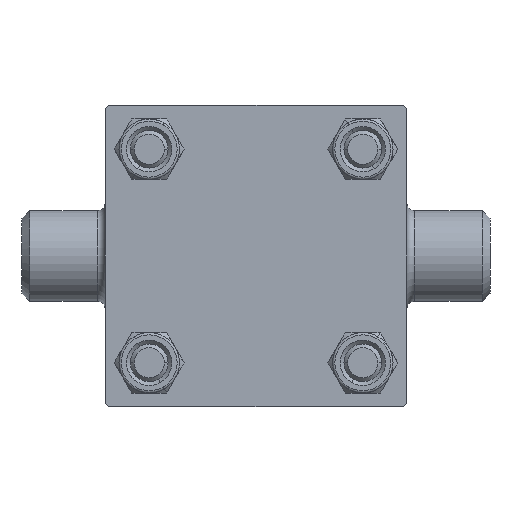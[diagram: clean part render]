
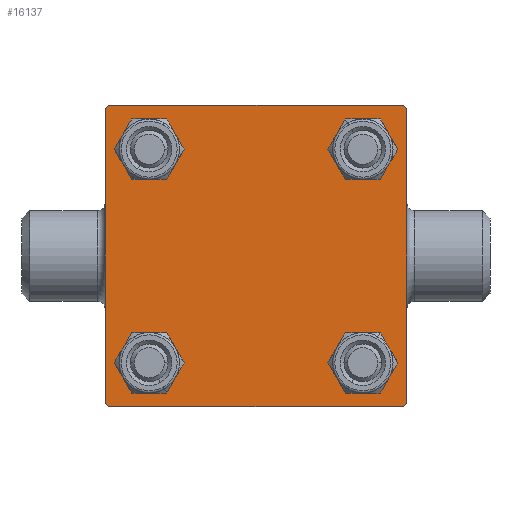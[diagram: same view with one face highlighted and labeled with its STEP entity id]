
A CAD part, left-side view. The second image highlights one B-rep face of the part: STEP entity #16137.
In plain terms, the highlighted planar face has unit normal (-1, 0, 0).
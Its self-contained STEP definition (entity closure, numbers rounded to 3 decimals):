
#167 = DIRECTION ( 'NONE',  ( 0., 0., 1. ) ) ;
#171 = EDGE_LOOP ( 'NONE', ( #26953, #46910, #18970, #16348, #32626, #30647, #17211, #35168 ) ) ;
#265 = EDGE_CURVE ( 'NONE', #19264, #44309, #12640, .T. ) ;
#1412 = CARTESIAN_POINT ( 'NONE',  ( 0., -14.15, 17.15 ) ) ;
#2450 = LINE ( 'NONE', #38559, #24983 ) ;
#2778 = ORIENTED_EDGE ( 'NONE', *, *, #23766, .T. ) ;
#3111 = DIRECTION ( 'NONE',  ( 0., 0.707, 0.707 ) ) ;
#3190 = VERTEX_POINT ( 'NONE', #36953 ) ;
#3250 = CARTESIAN_POINT ( 'NONE',  ( 0., -20., 20. ) ) ;
#4202 = CIRCLE ( 'NONE', #41465, 3. ) ;
#4285 = CARTESIAN_POINT ( 'NONE',  ( 0., 20., 20. ) ) ;
#4312 = VERTEX_POINT ( 'NONE', #23716 ) ;
#4670 = CARTESIAN_POINT ( 'NONE',  ( 0., 14.15, -14.15 ) ) ;
#4840 = DIRECTION ( 'NONE',  ( 1., 0., 0. ) ) ;
#4954 = CIRCLE ( 'NONE', #8851, 3. ) ;
#5025 = CARTESIAN_POINT ( 'NONE',  ( 0., -14.15, 14.15 ) ) ;
#5584 = EDGE_LOOP ( 'NONE', ( #8444, #10060 ) ) ;
#5760 = FACE_BOUND ( 'NONE', #5584, .T. ) ;
#6106 = CARTESIAN_POINT ( 'NONE',  ( 0., -14.15, 11.15 ) ) ;
#6566 = CIRCLE ( 'NONE', #33099, 3. ) ;
#6619 = DIRECTION ( 'NONE',  ( 0., 0.707, -0.707 ) ) ;
#6706 = FACE_BOUND ( 'NONE', #29757, .T. ) ;
#6987 = DIRECTION ( 'NONE',  ( 0., -1., 0. ) ) ;
#7865 = DIRECTION ( 'NONE',  ( 1., 0., 0. ) ) ;
#7910 = CARTESIAN_POINT ( 'NONE',  ( 0., 20., -20. ) ) ;
#8077 = VECTOR ( 'NONE', #24193, 1000. ) ;
#8120 = CARTESIAN_POINT ( 'NONE',  ( 0., 19.5, -20. ) ) ;
#8168 = EDGE_CURVE ( 'NONE', #45756, #43593, #8962, .T. ) ;
#8444 = ORIENTED_EDGE ( 'NONE', *, *, #25158, .T. ) ;
#8594 = CARTESIAN_POINT ( 'NONE',  ( 0., 19.5, 20. ) ) ;
#8851 = AXIS2_PLACEMENT_3D ( 'NONE', #41161, #4840, #16239 ) ;
#8962 = CIRCLE ( 'NONE', #16572, 3. ) ;
#9132 = VERTEX_POINT ( 'NONE', #15804 ) ;
#9181 = DIRECTION ( 'NONE',  ( 0., 0., 1. ) ) ;
#9546 = FACE_OUTER_BOUND ( 'NONE', #171, .T. ) ;
#9577 = CARTESIAN_POINT ( 'NONE',  ( 0., 20., 19.5 ) ) ;
#9710 = CARTESIAN_POINT ( 'NONE',  ( 0., -14.15, -14.15 ) ) ;
#9886 = CARTESIAN_POINT ( 'NONE',  ( 0., 14.15, 14.15 ) ) ;
#10060 = ORIENTED_EDGE ( 'NONE', *, *, #265, .T. ) ;
#10223 = CARTESIAN_POINT ( 'NONE',  ( 0., -19.75, 19.75 ) ) ;
#10644 = EDGE_CURVE ( 'NONE', #34991, #42633, #2450, .T. ) ;
#10788 = CARTESIAN_POINT ( 'NONE',  ( 0., 20., -19.5 ) ) ;
#11475 = LINE ( 'NONE', #7910, #39062 ) ;
#11868 = AXIS2_PLACEMENT_3D ( 'NONE', #44072, #14419, #40502 ) ;
#12138 = CARTESIAN_POINT ( 'NONE',  ( 0., -14.15, -14.15 ) ) ;
#12154 = DIRECTION ( 'NONE',  ( 0., 0., 1. ) ) ;
#12640 = CIRCLE ( 'NONE', #42239, 3. ) ;
#12895 = FACE_BOUND ( 'NONE', #36916, .T. ) ;
#13324 = DIRECTION ( 'NONE',  ( 0., 0., 1. ) ) ;
#13504 = CARTESIAN_POINT ( 'NONE',  ( 0., 19.75, 19.75 ) ) ;
#14419 = DIRECTION ( 'NONE',  ( 1., 0., 0. ) ) ;
#15021 = VERTEX_POINT ( 'NONE', #25888 ) ;
#15229 = LINE ( 'NONE', #4285, #31473 ) ;
#15610 = EDGE_CURVE ( 'NONE', #26056, #23436, #43128, .T. ) ;
#15804 = CARTESIAN_POINT ( 'NONE',  ( 0., -19.5, 20. ) ) ;
#16137 = ADVANCED_FACE ( 'NONE', ( #5760, #6706, #45401, #12895, #9546 ), #31170, .T. ) ;
#16239 = DIRECTION ( 'NONE',  ( 0., 0., 1. ) ) ;
#16348 = ORIENTED_EDGE ( 'NONE', *, *, #10644, .T. ) ;
#16572 = AXIS2_PLACEMENT_3D ( 'NONE', #9886, #39087, #9181 ) ;
#17211 = ORIENTED_EDGE ( 'NONE', *, *, #20867, .F. ) ;
#17719 = VECTOR ( 'NONE', #36001, 1000. ) ;
#17772 = CARTESIAN_POINT ( 'NONE',  ( 0., 14.15, 11.15 ) ) ;
#17819 = AXIS2_PLACEMENT_3D ( 'NONE', #9710, #42492, #31319 ) ;
#18628 = EDGE_CURVE ( 'NONE', #15021, #9132, #28753, .T. ) ;
#18970 = ORIENTED_EDGE ( 'NONE', *, *, #20645, .T. ) ;
#19049 = EDGE_CURVE ( 'NONE', #4312, #44548, #26155, .T. ) ;
#19254 = DIRECTION ( 'NONE',  ( 0., -1., 0. ) ) ;
#19264 = VERTEX_POINT ( 'NONE', #6106 ) ;
#19326 = VERTEX_POINT ( 'NONE', #8594 ) ;
#20529 = VECTOR ( 'NONE', #6619, 1000. ) ;
#20645 = EDGE_CURVE ( 'NONE', #26272, #34991, #11475, .T. ) ;
#20867 = EDGE_CURVE ( 'NONE', #19326, #9132, #15229, .T. ) ;
#21948 = CARTESIAN_POINT ( 'NONE',  ( 0., 14.15, 17.15 ) ) ;
#23436 = VERTEX_POINT ( 'NONE', #10788 ) ;
#23651 = EDGE_CURVE ( 'NONE', #15021, #42633, #32226, .T. ) ;
#23716 = CARTESIAN_POINT ( 'NONE',  ( 0., -14.15, -17.15 ) ) ;
#23766 = EDGE_CURVE ( 'NONE', #43593, #45756, #27829, .T. ) ;
#24193 = DIRECTION ( 'NONE',  ( 0., 0., -1. ) ) ;
#24624 = EDGE_CURVE ( 'NONE', #39449, #3190, #6566, .T. ) ;
#24983 = VECTOR ( 'NONE', #45660, 1000. ) ;
#25158 = EDGE_CURVE ( 'NONE', #44309, #19264, #4954, .T. ) ;
#25475 = EDGE_CURVE ( 'NONE', #3190, #39449, #4202, .T. ) ;
#25888 = CARTESIAN_POINT ( 'NONE',  ( 0., -20., 19.5 ) ) ;
#26056 = VERTEX_POINT ( 'NONE', #9577 ) ;
#26155 = CIRCLE ( 'NONE', #17819, 3. ) ;
#26202 = ORIENTED_EDGE ( 'NONE', *, *, #24624, .T. ) ;
#26272 = VERTEX_POINT ( 'NONE', #8120 ) ;
#26633 = DIRECTION ( 'NONE',  ( 0., 0., 1. ) ) ;
#26953 = ORIENTED_EDGE ( 'NONE', *, *, #15610, .T. ) ;
#27829 = CIRCLE ( 'NONE', #11868, 3. ) ;
#28753 = LINE ( 'NONE', #10223, #38998 ) ;
#29501 = DIRECTION ( 'NONE',  ( 0., -0.707, -0.707 ) ) ;
#29757 = EDGE_LOOP ( 'NONE', ( #33787, #31693 ) ) ;
#30647 = ORIENTED_EDGE ( 'NONE', *, *, #18628, .T. ) ;
#30660 = DIRECTION ( 'NONE',  ( 1., 0., 0. ) ) ;
#31170 = PLANE ( 'NONE',  #33609 ) ;
#31319 = DIRECTION ( 'NONE',  ( 0., 0., 1. ) ) ;
#31473 = VECTOR ( 'NONE', #19254, 1000. ) ;
#31693 = ORIENTED_EDGE ( 'NONE', *, *, #19049, .T. ) ;
#31832 = ORIENTED_EDGE ( 'NONE', *, *, #25475, .T. ) ;
#32067 = CARTESIAN_POINT ( 'NONE',  ( 0., 14.15, -11.15 ) ) ;
#32226 = LINE ( 'NONE', #3250, #8077 ) ;
#32626 = ORIENTED_EDGE ( 'NONE', *, *, #23651, .F. ) ;
#32655 = VECTOR ( 'NONE', #29501, 1000. ) ;
#33059 = CARTESIAN_POINT ( 'NONE',  ( 0., 19.75, -19.75 ) ) ;
#33099 = AXIS2_PLACEMENT_3D ( 'NONE', #4670, #33639, #167 ) ;
#33609 = AXIS2_PLACEMENT_3D ( 'NONE', #38285, #34738, #45635 ) ;
#33639 = DIRECTION ( 'NONE',  ( 1., 0., 0. ) ) ;
#33787 = ORIENTED_EDGE ( 'NONE', *, *, #38405, .T. ) ;
#34738 = DIRECTION ( 'NONE',  ( -1., 0., 0. ) ) ;
#34991 = VERTEX_POINT ( 'NONE', #44048 ) ;
#35168 = ORIENTED_EDGE ( 'NONE', *, *, #41375, .T. ) ;
#35775 = CARTESIAN_POINT ( 'NONE',  ( 0., 20., 20. ) ) ;
#36001 = DIRECTION ( 'NONE',  ( 0., 0., -1. ) ) ;
#36916 = EDGE_LOOP ( 'NONE', ( #45119, #2778 ) ) ;
#36953 = CARTESIAN_POINT ( 'NONE',  ( 0., 14.15, -17.15 ) ) ;
#38285 = CARTESIAN_POINT ( 'NONE',  ( 0., 0., 0. ) ) ;
#38405 = EDGE_CURVE ( 'NONE', #44548, #4312, #41735, .T. ) ;
#38559 = CARTESIAN_POINT ( 'NONE',  ( 0., -19.75, -19.75 ) ) ;
#38998 = VECTOR ( 'NONE', #3111, 1000. ) ;
#39062 = VECTOR ( 'NONE', #6987, 1000. ) ;
#39087 = DIRECTION ( 'NONE',  ( 1., 0., 0. ) ) ;
#39449 = VERTEX_POINT ( 'NONE', #32067 ) ;
#40502 = DIRECTION ( 'NONE',  ( 0., 0., 1. ) ) ;
#40641 = LINE ( 'NONE', #33059, #32655 ) ;
#40880 = EDGE_CURVE ( 'NONE', #23436, #26272, #40641, .T. ) ;
#41161 = CARTESIAN_POINT ( 'NONE',  ( 0., -14.15, 14.15 ) ) ;
#41375 = EDGE_CURVE ( 'NONE', #19326, #26056, #46477, .T. ) ;
#41465 = AXIS2_PLACEMENT_3D ( 'NONE', #46068, #45603, #13324 ) ;
#41726 = CARTESIAN_POINT ( 'NONE',  ( 0., -14.15, -11.15 ) ) ;
#41735 = CIRCLE ( 'NONE', #43995, 3. ) ;
#42239 = AXIS2_PLACEMENT_3D ( 'NONE', #5025, #30660, #12154 ) ;
#42492 = DIRECTION ( 'NONE',  ( 1., 0., 0. ) ) ;
#42633 = VERTEX_POINT ( 'NONE', #44798 ) ;
#43128 = LINE ( 'NONE', #35775, #17719 ) ;
#43593 = VERTEX_POINT ( 'NONE', #17772 ) ;
#43995 = AXIS2_PLACEMENT_3D ( 'NONE', #12138, #7865, #26633 ) ;
#44048 = CARTESIAN_POINT ( 'NONE',  ( 0., -19.5, -20. ) ) ;
#44072 = CARTESIAN_POINT ( 'NONE',  ( 0., 14.15, 14.15 ) ) ;
#44309 = VERTEX_POINT ( 'NONE', #1412 ) ;
#44548 = VERTEX_POINT ( 'NONE', #41726 ) ;
#44798 = CARTESIAN_POINT ( 'NONE',  ( 0., -20., -19.5 ) ) ;
#44923 = EDGE_LOOP ( 'NONE', ( #26202, #31832 ) ) ;
#45119 = ORIENTED_EDGE ( 'NONE', *, *, #8168, .T. ) ;
#45401 = FACE_BOUND ( 'NONE', #44923, .T. ) ;
#45603 = DIRECTION ( 'NONE',  ( 1., 0., 0. ) ) ;
#45635 = DIRECTION ( 'NONE',  ( 0., 0., 1. ) ) ;
#45660 = DIRECTION ( 'NONE',  ( 0., -0.707, 0.707 ) ) ;
#45756 = VERTEX_POINT ( 'NONE', #21948 ) ;
#46068 = CARTESIAN_POINT ( 'NONE',  ( 0., 14.15, -14.15 ) ) ;
#46477 = LINE ( 'NONE', #13504, #20529 ) ;
#46910 = ORIENTED_EDGE ( 'NONE', *, *, #40880, .T. ) ;
